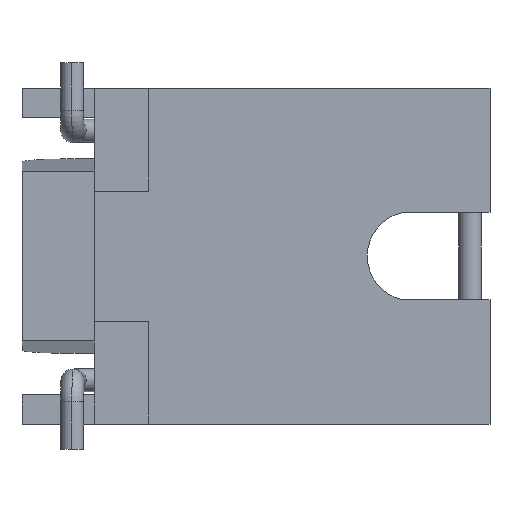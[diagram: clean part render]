
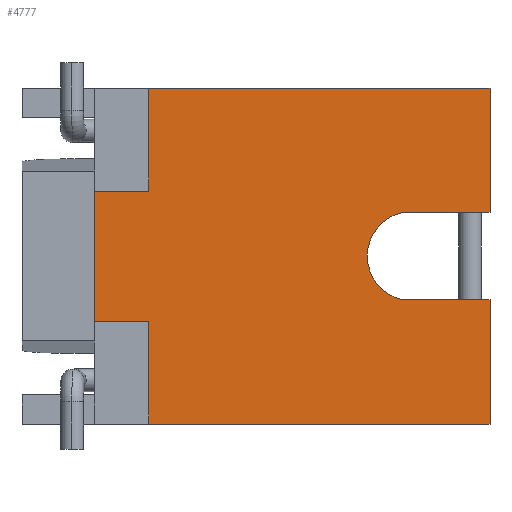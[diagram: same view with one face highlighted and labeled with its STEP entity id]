
A CAD part, left-side view. The second image highlights one B-rep face of the part: STEP entity #4777.
In plain terms, the highlighted planar face has unit normal (-1, 0, 0).
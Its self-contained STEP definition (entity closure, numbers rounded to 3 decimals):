
#1216=DIRECTION('',(0.,-1.,0.));
#1217=VECTOR('',#1216,16.4);
#1218=CARTESIAN_POINT('',(-29.522,-103.86,0.));
#1219=LINE('',#1218,#1217);
#2382=DIRECTION('',(0.,1.,0.));
#2383=VECTOR('',#2382,4.);
#2384=CARTESIAN_POINT('',(-29.522,-103.86,11.2));
#2385=LINE('',#2384,#2383);
#2432=DIRECTION('',(0.,0.,1.));
#2433=VECTOR('',#2432,5.975);
#2434=CARTESIAN_POINT('',(-29.522,-120.26,10.175));
#2435=LINE('',#2434,#2433);
#2502=DIRECTION('',(0.,1.,0.));
#2503=VECTOR('',#2502,4.2);
#2504=CARTESIAN_POINT('',(-29.522,-120.26,5.975));
#2505=LINE('',#2504,#2503);
#2523=DIRECTION('',(0.,0.,1.));
#2524=VECTOR('',#2523,5.975);
#2525=CARTESIAN_POINT('',(-29.522,-120.26,0.));
#2526=LINE('',#2525,#2524);
#2600=DIRECTION('',(0.,0.,1.));
#2601=VECTOR('',#2600,4.95);
#2602=CARTESIAN_POINT('',(-29.522,-103.86,0.));
#2603=LINE('',#2602,#2601);
#2607=DIRECTION('',(0.,0.,1.));
#2608=VECTOR('',#2607,4.95);
#2609=CARTESIAN_POINT('',(-29.522,-103.86,11.2));
#2610=LINE('',#2609,#2608);
#2614=DIRECTION('',(0.,-1.,0.));
#2615=VECTOR('',#2614,16.4);
#2616=CARTESIAN_POINT('',(-29.522,-103.86,16.15));
#2617=LINE('',#2616,#2615);
#2621=DIRECTION('',(0.,1.,0.));
#2622=VECTOR('',#2621,4.2);
#2623=CARTESIAN_POINT('',(-29.522,-120.26,10.175));
#2624=LINE('',#2623,#2622);
#2628=CARTESIAN_POINT('',(-29.522,-116.507,8.075));
#2629=DIRECTION('',(-1.,0.,0.));
#2630=DIRECTION('',(0.,0.208,0.978));
#2631=AXIS2_PLACEMENT_3D('',#2628,#2629,#2630);
#2636=CARTESIAN_POINT('',(-29.522,-116.507,8.075));
#2637=DIRECTION('',(-1.,0.,0.));
#2638=DIRECTION('',(0.,1.,0.));
#2639=AXIS2_PLACEMENT_3D('',#2636,#2637,#2638);
#2658=DIRECTION('',(0.,-1.,0.));
#2659=VECTOR('',#2658,4.);
#2660=CARTESIAN_POINT('',(-29.522,-99.86,4.95));
#2661=LINE('',#2660,#2659);
#2721=DIRECTION('',(0.,0.,-1.));
#2722=VECTOR('',#2721,6.25);
#2723=CARTESIAN_POINT('',(-29.522,-99.86,11.2));
#2724=LINE('',#2723,#2722);
#3443=CARTESIAN_POINT('',(-29.522,-103.86,0.));
#3444=VERTEX_POINT('',#3443);
#3445=CARTESIAN_POINT('',(-29.522,-120.26,0.));
#3446=VERTEX_POINT('',#3445);
#3624=CARTESIAN_POINT('',(-29.522,-103.86,11.2));
#3625=VERTEX_POINT('',#3624);
#3626=CARTESIAN_POINT('',(-29.522,-99.86,11.2));
#3627=VERTEX_POINT('',#3626);
#3628=CARTESIAN_POINT('',(-29.522,-103.86,16.15));
#3629=VERTEX_POINT('',#3628);
#3630=CARTESIAN_POINT('',(-29.522,-120.26,16.15));
#3631=VERTEX_POINT('',#3630);
#3632=CARTESIAN_POINT('',(-29.522,-120.26,10.175));
#3633=VERTEX_POINT('',#3632);
#3634=CARTESIAN_POINT('',(-29.522,-116.06,10.175));
#3635=VERTEX_POINT('',#3634);
#3636=CARTESIAN_POINT('',(-29.522,-116.06,
5.975));
#3637=VERTEX_POINT('',#3636);
#3638=CARTESIAN_POINT('',(-29.522,-114.36,8.075));
#3639=VERTEX_POINT('',#3638);
#3640=CARTESIAN_POINT('',(-29.522,-120.26,5.975));
#3641=VERTEX_POINT('',#3640);
#3642=CARTESIAN_POINT('',(-29.522,-103.86,4.95));
#3643=VERTEX_POINT('',#3642);
#3644=CARTESIAN_POINT('',(-29.522,-99.86,4.95));
#3645=VERTEX_POINT('',#3644);
#4754=CARTESIAN_POINT('',(-29.522,-103.86,0.));
#4755=DIRECTION('',(-1.,0.,0.));
#4756=DIRECTION('',(0.,-1.,0.));
#4757=AXIS2_PLACEMENT_3D('',#4754,#4755,#4756);
#4758=PLANE('',#4757);
#4760=ORIENTED_EDGE('',*,*,#4759,.T.);
#4762=ORIENTED_EDGE('',*,*,#4761,.F.);
#4764=ORIENTED_EDGE('',*,*,#4763,.F.);
#4765=ORIENTED_EDGE('',*,*,#4552,.F.);
#4766=ORIENTED_EDGE('',*,*,#4569,.T.);
#4767=ORIENTED_EDGE('',*,*,#4583,.T.);
#4768=ORIENTED_EDGE('',*,*,#4604,.F.);
#4769=ORIENTED_EDGE('',*,*,#4633,.T.);
#4770=ORIENTED_EDGE('',*,*,#4650,.T.);
#4771=ORIENTED_EDGE('',*,*,#4648,.T.);
#4772=ORIENTED_EDGE('',*,*,#4664,.F.);
#4773=ORIENTED_EDGE('',*,*,#4682,.F.);
#4774=ORIENTED_EDGE('',*,*,#3857,.F.);
#4775=EDGE_LOOP('',(#4760,#4762,#4764,#4765,#4766,#4767,#4768,#4769,#4770,#4771,
#4772,#4773,#4774));
#4776=FACE_OUTER_BOUND('',#4775,.F.);
#2632=CIRCLE('',#2631,2.147);
#2640=CIRCLE('',#2639,2.147);
#3857=EDGE_CURVE('',#3444,#3446,#1219,.T.);
#4552=EDGE_CURVE('',#3625,#3627,#2385,.T.);
#4569=EDGE_CURVE('',#3625,#3629,#2610,.T.);
#4583=EDGE_CURVE('',#3629,#3631,#2617,.T.);
#4604=EDGE_CURVE('',#3633,#3631,#2435,.T.);
#4633=EDGE_CURVE('',#3633,#3635,#2624,.T.);
#4648=EDGE_CURVE('',#3639,#3637,#2640,.T.);
#4650=EDGE_CURVE('',#3635,#3639,#2632,.T.);
#4664=EDGE_CURVE('',#3641,#3637,#2505,.T.);
#4682=EDGE_CURVE('',#3446,#3641,#2526,.T.);
#4759=EDGE_CURVE('',#3444,#3643,#2603,.T.);
#4761=EDGE_CURVE('',#3645,#3643,#2661,.T.);
#4763=EDGE_CURVE('',#3627,#3645,#2724,.T.);
#4777=ADVANCED_FACE('',(#4776),#4758,.T.);
